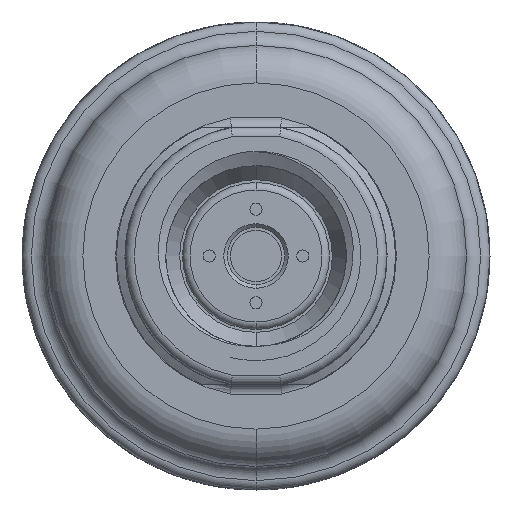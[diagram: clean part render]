
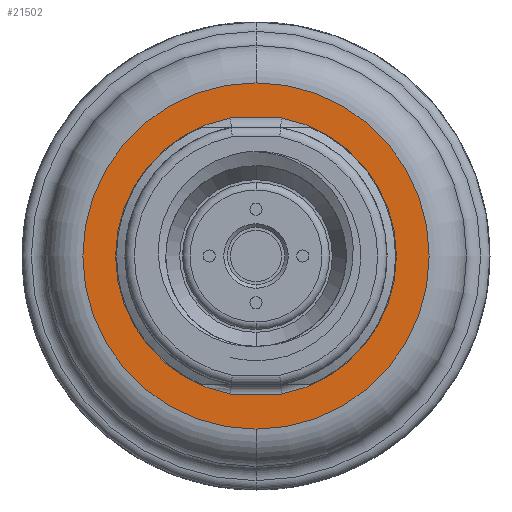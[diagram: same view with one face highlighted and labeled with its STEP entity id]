
A CAD part, front view. The second image highlights one B-rep face of the part: STEP entity #21502.
In plain terms, the highlighted planar face has unit normal (0, -1, 0).
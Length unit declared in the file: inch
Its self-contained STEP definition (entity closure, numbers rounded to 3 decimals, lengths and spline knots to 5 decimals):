
#2921=CARTESIAN_POINT('',(0.,-0.15748,0.));
#2922=DIRECTION('',(0.,-1.,0.));
#2923=DIRECTION('',(0.,0.,-1.));
#2924=AXIS2_PLACEMENT_3D('',#2921,#2922,#2923);
#2926=CARTESIAN_POINT('',(0.,-0.15748,0.));
#2927=DIRECTION('',(0.,-1.,0.));
#2928=DIRECTION('',(0.,0.,1.));
#2929=AXIS2_PLACEMENT_3D('',#2926,#2927,#2928);
#2931=CARTESIAN_POINT('',(0.,-0.15748,0.));
#2932=DIRECTION('',(0.,-1.,0.));
#2933=DIRECTION('',(-0.182,0.,0.983));
#2934=AXIS2_PLACEMENT_3D('',#2931,#2932,#2933);
#2936=DIRECTION('',(1.,0.,0.));
#2937=VECTOR('',#2936,0.21474);
#2938=CARTESIAN_POINT('',(-0.10737,-0.15748,
-0.58071));
#2939=LINE('',#2938,#2937);
#2940=CARTESIAN_POINT('',(0.,-0.15748,0.));
#2941=DIRECTION('',(0.,-1.,0.));
#2942=DIRECTION('',(0.182,0.,-0.983));
#2943=AXIS2_PLACEMENT_3D('',#2940,#2941,#2942);
#2945=DIRECTION('',(-1.,0.,0.));
#2946=VECTOR('',#2945,0.21474);
#2947=CARTESIAN_POINT('',(0.10737,-0.15748,
0.58071));
#2948=LINE('',#2947,#2946);
#17224=CARTESIAN_POINT('',(-0.10737,-0.15748,
0.58071));
#17225=CARTESIAN_POINT('',(-0.10737,-0.15748,
-0.58071));
#17226=VERTEX_POINT('',#17224);
#17227=VERTEX_POINT('',#17225);
#17232=CARTESIAN_POINT('',(0.10737,-0.15748,
-0.58071));
#17233=CARTESIAN_POINT('',(0.10737,-0.15748,
0.58071));
#17234=VERTEX_POINT('',#17232);
#17235=VERTEX_POINT('',#17233);
#17484=CARTESIAN_POINT('',(0.,-0.15748,-0.72835));
#17485=CARTESIAN_POINT('',(0.,-0.15748,0.72835));
#17486=VERTEX_POINT('',#17484);
#17487=VERTEX_POINT('',#17485);
#21482=CARTESIAN_POINT('',(0.,-0.15748,0.));
#21483=DIRECTION('',(0.,-1.,0.));
#21484=DIRECTION('',(0.,0.,1.));
#21485=AXIS2_PLACEMENT_3D('',#21482,#21483,#21484);
#21486=PLANE('',#21485);
#21488=ORIENTED_EDGE('',*,*,#21487,.F.);
#21490=ORIENTED_EDGE('',*,*,#21489,.F.);
#21491=EDGE_LOOP('',(#21488,#21490));
#21492=FACE_OUTER_BOUND('',#21491,.F.);
#21493=ORIENTED_EDGE('',*,*,#21472,.T.);
#21495=ORIENTED_EDGE('',*,*,#21494,.T.);
#21497=ORIENTED_EDGE('',*,*,#21496,.T.);
#21499=ORIENTED_EDGE('',*,*,#21498,.T.);
#21500=EDGE_LOOP('',(#21493,#21495,#21497,#21499));
#21501=FACE_BOUND('',#21500,.F.);
#21502=ADVANCED_FACE('',(#21492,#21501),#21486,.T.);
#2925=CIRCLE('',#2924,0.72835);
#2930=CIRCLE('',#2929,0.72835);
#2935=CIRCLE('',#2934,0.59055);
#2944=CIRCLE('',#2943,0.59055);
#21472=EDGE_CURVE('',#17226,#17227,#2935,.T.);
#21487=EDGE_CURVE('',#17486,#17487,#2925,.T.);
#21489=EDGE_CURVE('',#17487,#17486,#2930,.T.);
#21494=EDGE_CURVE('',#17227,#17234,#2939,.T.);
#21496=EDGE_CURVE('',#17234,#17235,#2944,.T.);
#21498=EDGE_CURVE('',#17235,#17226,#2948,.T.);
